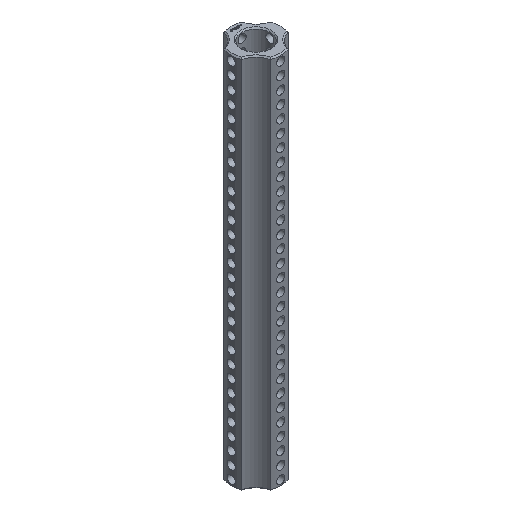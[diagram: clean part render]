
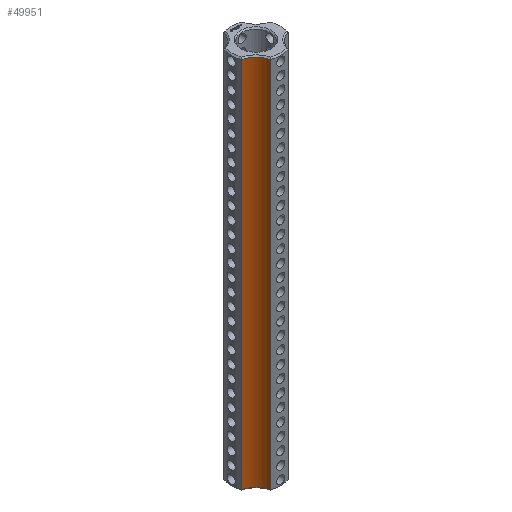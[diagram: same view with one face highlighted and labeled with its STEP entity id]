
A CAD part, isometric view. The second image highlights one B-rep face of the part: STEP entity #49951.
In plain terms, the highlighted cylindrical face has radius 5 mm (diameter 10 mm), a partial arc.
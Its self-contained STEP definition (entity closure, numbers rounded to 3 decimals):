
#6519 = CYLINDRICAL_SURFACE('',#6520,6.25);
#6520 = AXIS2_PLACEMENT_3D('',#6521,#6522,#6523);
#6521 = CARTESIAN_POINT('',(0.,0.,0.));
#6522 = DIRECTION('',(-0.,-0.,-1.));
#6523 = DIRECTION('',(1.,0.,0.));
#13920 = EDGE_CURVE('',#13921,#13923,#13925,.T.);
#13921 = VERTEX_POINT('',#13922);
#13922 = CARTESIAN_POINT('',(-2.225,-5.841,0.3));
#13923 = VERTEX_POINT('',#13924);
#13924 = CARTESIAN_POINT('',(-2.225,-5.841,93.45));
#13925 = SURFACE_CURVE('',#13926,(#13930,#13937),.PCURVE_S1.);
#13926 = LINE('',#13927,#13928);
#13927 = CARTESIAN_POINT('',(-2.225,-5.841,0.));
#13928 = VECTOR('',#13929,1.);
#13929 = DIRECTION('',(0.,0.,1.));
#13930 = PCURVE('',#6519,#13931);
#13931 = DEFINITIONAL_REPRESENTATION('',(#13932),#13936);
#13932 = LINE('',#13933,#13934);
#13933 = CARTESIAN_POINT('',(-4.348,0.));
#13934 = VECTOR('',#13935,1.);
#13935 = DIRECTION('',(-0.,-1.));
#13936 = ( GEOMETRIC_REPRESENTATION_CONTEXT(2) 
PARAMETRIC_REPRESENTATION_CONTEXT() REPRESENTATION_CONTEXT('2D SPACE',''
  ) );
#13937 = PCURVE('',#13938,#13943);
#13938 = CYLINDRICAL_SURFACE('',#13939,5.);
#13939 = AXIS2_PLACEMENT_3D('',#13940,#13941,#13942);
#13940 = CARTESIAN_POINT('',(-7.071,-7.071,0.));
#13941 = DIRECTION('',(-0.,-0.,-1.));
#13942 = DIRECTION('',(1.,0.,0.));
#13943 = DEFINITIONAL_REPRESENTATION('',(#13944),#13948);
#13944 = LINE('',#13945,#13946);
#13945 = CARTESIAN_POINT('',(-0.249,0.));
#13946 = VECTOR('',#13947,1.);
#13947 = DIRECTION('',(-0.,-1.));
#13948 = ( GEOMETRIC_REPRESENTATION_CONTEXT(2) 
PARAMETRIC_REPRESENTATION_CONTEXT() REPRESENTATION_CONTEXT('2D SPACE',''
  ) );
#19053 = CONICAL_SURFACE('',#19054,5.,0.785);
#19054 = AXIS2_PLACEMENT_3D('',#19055,#19056,#19057);
#19055 = CARTESIAN_POINT('',(-7.071,-7.071,0.3));
#19056 = DIRECTION('',(-0.,-0.,-1.));
#19057 = DIRECTION('',(0.969,0.246,0.));
#19285 = CONICAL_SURFACE('',#19286,5.,0.785);
#19286 = AXIS2_PLACEMENT_3D('',#19287,#19288,#19289);
#19287 = CARTESIAN_POINT('',(-7.071,-7.071,93.45));
#19288 = DIRECTION('',(0.,0.,1.));
#19289 = DIRECTION('',(0.969,0.246,0.));
#49951 = ADVANCED_FACE('',(#49952),#13938,.F.);
#49952 = FACE_BOUND('',#49953,.T.);
#49953 = EDGE_LOOP('',(#49954,#49955,#49979,#50007));
#49954 = ORIENTED_EDGE('',*,*,#13920,.T.);
#49955 = ORIENTED_EDGE('',*,*,#49956,.T.);
#49956 = EDGE_CURVE('',#13923,#49957,#49959,.T.);
#49957 = VERTEX_POINT('',#49958);
#49958 = CARTESIAN_POINT('',(-5.841,-2.225,93.45));
#49959 = SURFACE_CURVE('',#49960,(#49965,#49972),.PCURVE_S1.);
#49960 = CIRCLE('',#49961,5.);
#49961 = AXIS2_PLACEMENT_3D('',#49962,#49963,#49964);
#49962 = CARTESIAN_POINT('',(-7.071,-7.071,93.45));
#49963 = DIRECTION('',(0.,-0.,1.));
#49964 = DIRECTION('',(0.969,0.246,0.));
#49965 = PCURVE('',#13938,#49966);
#49966 = DEFINITIONAL_REPRESENTATION('',(#49967),#49971);
#49967 = LINE('',#49968,#49969);
#49968 = CARTESIAN_POINT('',(-0.249,-93.45));
#49969 = VECTOR('',#49970,1.);
#49970 = DIRECTION('',(-1.,0.));
#49971 = ( GEOMETRIC_REPRESENTATION_CONTEXT(2) 
PARAMETRIC_REPRESENTATION_CONTEXT() REPRESENTATION_CONTEXT('2D SPACE',''
  ) );
#49972 = PCURVE('',#19285,#49973);
#49973 = DEFINITIONAL_REPRESENTATION('',(#49974),#49978);
#49974 = LINE('',#49975,#49976);
#49975 = CARTESIAN_POINT('',(0.,0.));
#49976 = VECTOR('',#49977,1.);
#49977 = DIRECTION('',(1.,0.));
#49978 = ( GEOMETRIC_REPRESENTATION_CONTEXT(2) 
PARAMETRIC_REPRESENTATION_CONTEXT() REPRESENTATION_CONTEXT('2D SPACE',''
  ) );
#49979 = ORIENTED_EDGE('',*,*,#49980,.F.);
#49980 = EDGE_CURVE('',#49981,#49957,#49983,.T.);
#49981 = VERTEX_POINT('',#49982);
#49982 = CARTESIAN_POINT('',(-5.841,-2.225,0.3));
#49983 = SURFACE_CURVE('',#49984,(#49988,#49995),.PCURVE_S1.);
#49984 = LINE('',#49985,#49986);
#49985 = CARTESIAN_POINT('',(-5.841,-2.225,0.));
#49986 = VECTOR('',#49987,1.);
#49987 = DIRECTION('',(0.,0.,1.));
#49988 = PCURVE('',#13938,#49989);
#49989 = DEFINITIONAL_REPRESENTATION('',(#49990),#49994);
#49990 = LINE('',#49991,#49992);
#49991 = CARTESIAN_POINT('',(-1.322,0.));
#49992 = VECTOR('',#49993,1.);
#49993 = DIRECTION('',(-0.,-1.));
#49994 = ( GEOMETRIC_REPRESENTATION_CONTEXT(2) 
PARAMETRIC_REPRESENTATION_CONTEXT() REPRESENTATION_CONTEXT('2D SPACE',''
  ) );
#49995 = PCURVE('',#49996,#50001);
#49996 = CYLINDRICAL_SURFACE('',#49997,6.25);
#49997 = AXIS2_PLACEMENT_3D('',#49998,#49999,#50000);
#49998 = CARTESIAN_POINT('',(0.,0.,0.));
#49999 = DIRECTION('',(-0.,-0.,-1.));
#50000 = DIRECTION('',(1.,0.,0.));
#50001 = DEFINITIONAL_REPRESENTATION('',(#50002),#50006);
#50002 = LINE('',#50003,#50004);
#50003 = CARTESIAN_POINT('',(-3.506,0.));
#50004 = VECTOR('',#50005,1.);
#50005 = DIRECTION('',(-0.,-1.));
#50006 = ( GEOMETRIC_REPRESENTATION_CONTEXT(2) 
PARAMETRIC_REPRESENTATION_CONTEXT() REPRESENTATION_CONTEXT('2D SPACE',''
  ) );
#50007 = ORIENTED_EDGE('',*,*,#50008,.F.);
#50008 = EDGE_CURVE('',#13921,#49981,#50009,.T.);
#50009 = SURFACE_CURVE('',#50010,(#50015,#50022),.PCURVE_S1.);
#50010 = CIRCLE('',#50011,5.);
#50011 = AXIS2_PLACEMENT_3D('',#50012,#50013,#50014);
#50012 = CARTESIAN_POINT('',(-7.071,-7.071,0.3));
#50013 = DIRECTION('',(0.,-0.,1.));
#50014 = DIRECTION('',(0.969,0.246,0.));
#50015 = PCURVE('',#13938,#50016);
#50016 = DEFINITIONAL_REPRESENTATION('',(#50017),#50021);
#50017 = LINE('',#50018,#50019);
#50018 = CARTESIAN_POINT('',(-0.249,-0.3));
#50019 = VECTOR('',#50020,1.);
#50020 = DIRECTION('',(-1.,0.));
#50021 = ( GEOMETRIC_REPRESENTATION_CONTEXT(2) 
PARAMETRIC_REPRESENTATION_CONTEXT() REPRESENTATION_CONTEXT('2D SPACE',''
  ) );
#50022 = PCURVE('',#19053,#50023);
#50023 = DEFINITIONAL_REPRESENTATION('',(#50024),#50028);
#50024 = LINE('',#50025,#50026);
#50025 = CARTESIAN_POINT('',(-0.,0.));
#50026 = VECTOR('',#50027,1.);
#50027 = DIRECTION('',(-1.,0.));
#50028 = ( GEOMETRIC_REPRESENTATION_CONTEXT(2) 
PARAMETRIC_REPRESENTATION_CONTEXT() REPRESENTATION_CONTEXT('2D SPACE',''
  ) );
